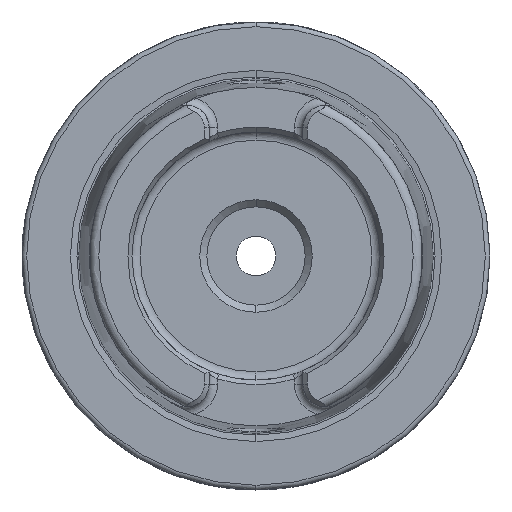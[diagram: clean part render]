
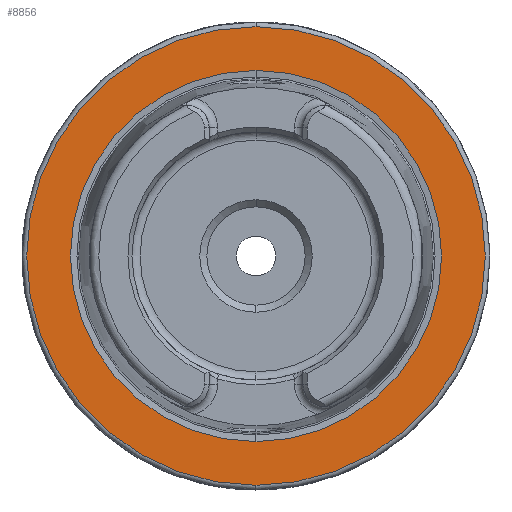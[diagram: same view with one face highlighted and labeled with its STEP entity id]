
A CAD part, left-side view. The second image highlights one B-rep face of the part: STEP entity #8856.
In plain terms, the highlighted planar face has unit normal (-1, 0, 0).
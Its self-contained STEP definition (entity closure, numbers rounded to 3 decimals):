
#644 = DIRECTION ( 'NONE',  ( 0., 0., 1. ) ) ;
#689 = DIRECTION ( 'NONE',  ( 1., 0., 0. ) ) ;
#1218 = CARTESIAN_POINT ( 'NONE',  ( 0.05, 0., 0. ) ) ;
#2022 = VERTEX_POINT ( 'NONE', #5154 ) ;
#2148 = VERTEX_POINT ( 'NONE', #6652 ) ;
#2633 = AXIS2_PLACEMENT_3D ( 'NONE', #3900, #3885, #3873 ) ;
#2652 = AXIS2_PLACEMENT_3D ( 'NONE', #4232, #4217, #4186 ) ;
#3713 = AXIS2_PLACEMENT_3D ( 'NONE', #7005, #6938, #6926 ) ;
#3873 = DIRECTION ( 'NONE',  ( 0., 0., 1. ) ) ;
#3885 = DIRECTION ( 'NONE',  ( 1., 0., 0. ) ) ;
#3900 = CARTESIAN_POINT ( 'NONE',  ( 0.05, 0., 0. ) ) ;
#3922 = FACE_OUTER_BOUND ( 'NONE', #10853, .T. ) ;
#3984 = FACE_BOUND ( 'NONE', #4547, .T. ) ;
#4186 = DIRECTION ( 'NONE',  ( 0., 0., 1. ) ) ;
#4217 = DIRECTION ( 'NONE',  ( 1., 0., 0. ) ) ;
#4232 = CARTESIAN_POINT ( 'NONE',  ( 0.05, 0., 0. ) ) ;
#4547 = EDGE_LOOP ( 'NONE', ( #6342, #6359 ) ) ;
#4644 = AXIS2_PLACEMENT_3D ( 'NONE', #10656, #10505, #10100 ) ;
#4680 = AXIS2_PLACEMENT_3D ( 'NONE', #1218, #689, #644 ) ;
#5154 = CARTESIAN_POINT ( 'NONE',  ( 0.05, 0., 49. ) ) ;
#6342 = ORIENTED_EDGE ( 'NONE', *, *, #7978, .T. ) ;
#6359 = ORIENTED_EDGE ( 'NONE', *, *, #9863, .T. ) ;
#6385 = ORIENTED_EDGE ( 'NONE', *, *, #7934, .F. ) ;
#6406 = ORIENTED_EDGE ( 'NONE', *, *, #9879, .F. ) ;
#6652 = CARTESIAN_POINT ( 'NONE',  ( 0.05, 0., -49. ) ) ;
#6675 = VERTEX_POINT ( 'NONE', #9183 ) ;
#6926 = DIRECTION ( 'NONE',  ( 0., 0., -1. ) ) ;
#6938 = DIRECTION ( 'NONE',  ( -1., 0., 0. ) ) ;
#7000 = CARTESIAN_POINT ( 'NONE',  ( 0.05, 0., 39.647 ) ) ;
#7001 = PLANE ( 'NONE',  #3713 ) ;
#7005 = CARTESIAN_POINT ( 'NONE',  ( 0.05, -39.647, 0. ) ) ;
#7272 = CIRCLE ( 'NONE', #4644, 39.647 ) ;
#7424 = CIRCLE ( 'NONE', #4680, 49. ) ;
#7934 = EDGE_CURVE ( 'NONE', #2022, #2148, #7424, .T. ) ;
#7978 = EDGE_CURVE ( 'NONE', #6675, #8132, #7272, .T. ) ;
#8132 = VERTEX_POINT ( 'NONE', #7000 ) ;
#8856 = ADVANCED_FACE ( 'NONE', ( #3984, #3922 ), #7001, .T. ) ;
#9183 = CARTESIAN_POINT ( 'NONE',  ( 0.05, 0., -39.647 ) ) ;
#9863 = EDGE_CURVE ( 'NONE', #8132, #6675, #10459, .T. ) ;
#9879 = EDGE_CURVE ( 'NONE', #2148, #2022, #10301, .T. ) ;
#10100 = DIRECTION ( 'NONE',  ( 0., 0., 1. ) ) ;
#10301 = CIRCLE ( 'NONE', #2633, 49. ) ;
#10459 = CIRCLE ( 'NONE', #2652, 39.647 ) ;
#10505 = DIRECTION ( 'NONE',  ( 1., 0., 0. ) ) ;
#10656 = CARTESIAN_POINT ( 'NONE',  ( 0.05, 0., 0. ) ) ;
#10853 = EDGE_LOOP ( 'NONE', ( #6385, #6406 ) ) ;
